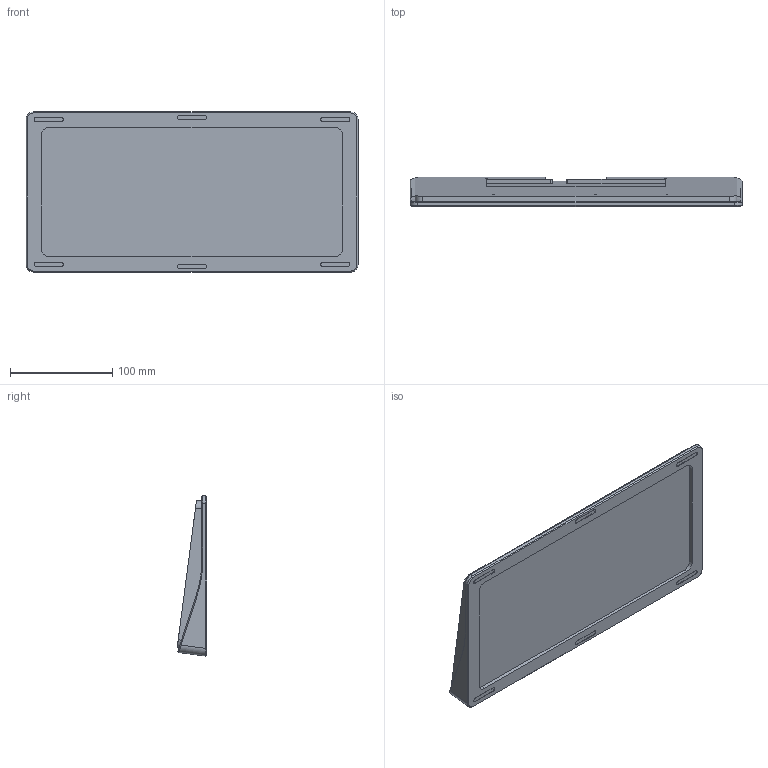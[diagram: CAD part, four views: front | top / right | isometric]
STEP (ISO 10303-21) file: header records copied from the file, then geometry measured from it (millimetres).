
FILE_DESCRIPTION (( 'STEP AP203' ), '1' );
FILE_NAME ('LNA-0002-Base Plate.STEP', '2024-03-08T16:33:48', ( '' ), ( '' ), 'SwSTEP 2.0', 'SolidWorks 2023', '' );
FILE_SCHEMA (( 'CONFIG_CONTROL_DESIGN' ));
Length unit declared in the file: millimetre
Products named in the file (1): LNA-0002-Base Plate
Bounding box: 325 x 28.93 x 156.84 mm (x, y, z)
Volume: 775732.9 mm3; surface area: 124136.4 mm2
Topology: 1 solids, 1 shells, 137 faces, 344 edges, 209 vertices
Faces by surface type: plane 57, cylinder 48, cone 20, bspline 12
Entity records: 4729 total; most frequent: CARTESIAN_POINT 1481, ORIENTED_EDGE 660, DIRECTION 645, EDGE_CURVE 330, AXIS2_PLACEMENT_3D 223, VERTEX_POINT 209, VECTOR 199, LINE 199
